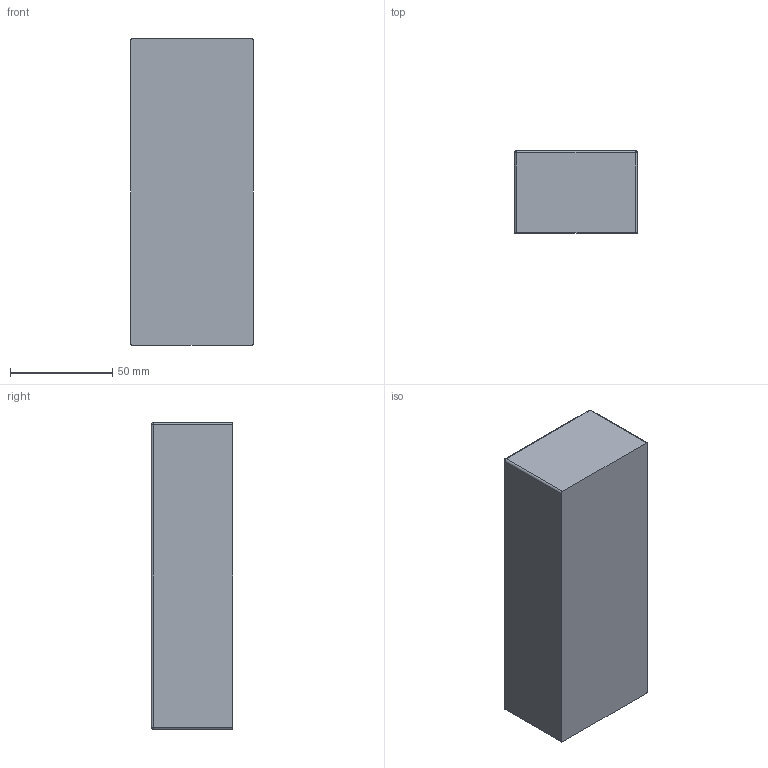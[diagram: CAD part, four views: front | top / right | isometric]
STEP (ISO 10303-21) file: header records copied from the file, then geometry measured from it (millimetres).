
FILE_DESCRIPTION(/* description */ (''),/* implementation_level */ '2;1');
FILE_NAME(/* name */ 'Camera Holder v2.step',/* time_stamp */ '2024-01-10T15:21:10-06:00',/* author */ (''),/* organization */ (''),/* preprocessor_version */ 'ST-DEVELOPER v20',/* originating_system */ 'Autodesk Translation Framework v12.14.0.127',/* authorisation */ '');
FILE_SCHEMA (('AUTOMOTIVE_DESIGN { 1 0 10303 214 3 1 1 }'));
Length unit declared in the file: millimetre
Products named in the file (1): Camera Holder
Bounding box: 60 x 40 x 150 mm (x, y, z)
Volume: 171035.7 mm3; surface area: 48081.6 mm2
Topology: 1 solids, 1 shells, 97 faces, 208 edges, 115 vertices
Faces by surface type: cylinder 43, plane 23, sphere 15, torus 11, bspline 5
Entity records: 2779 total; most frequent: CARTESIAN_POINT 625, DIRECTION 482, ORIENTED_EDGE 416, EDGE_CURVE 208, AXIS2_PLACEMENT_3D 193, VERTEX_POINT 115, EDGE_LOOP 99, FACE_OUTER_BOUND 97
